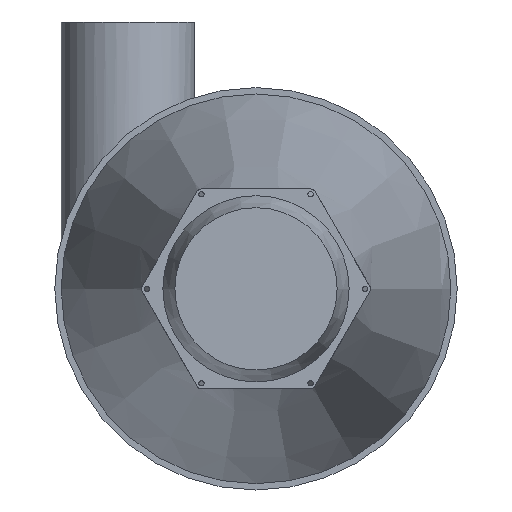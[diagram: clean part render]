
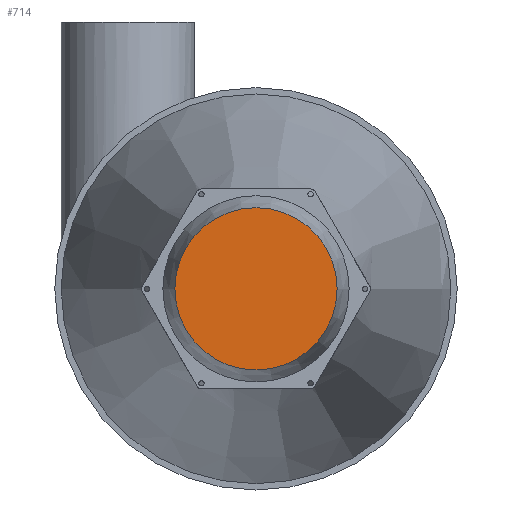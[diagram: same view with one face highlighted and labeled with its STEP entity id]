
A CAD part, front view. The second image highlights one B-rep face of the part: STEP entity #714.
In plain terms, the highlighted planar face has unit normal (0, -1, 0).
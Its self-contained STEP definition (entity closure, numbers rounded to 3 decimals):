
#90=FACE_OUTER_BOUND('',#142,.T.);
#142=EDGE_LOOP('',(#589));
#207=CIRCLE('',#785,76.);
#344=VERTEX_POINT('',#1626);
#434=EDGE_CURVE('',#344,#344,#207,.T.);
#589=ORIENTED_EDGE('',*,*,#434,.T.);
#679=PLANE('',#791);
#714=ADVANCED_FACE('',(#90),#679,.T.);
#785=AXIS2_PLACEMENT_3D('',#1627,#929,#930);
#791=AXIS2_PLACEMENT_3D('',#1634,#942,#943);
#929=DIRECTION('center_axis',(0.,-1.,0.));
#930=DIRECTION('ref_axis',(1.,0.,0.));
#942=DIRECTION('center_axis',(0.,-1.,0.));
#943=DIRECTION('ref_axis',(0.,0.,-1.));
#1626=CARTESIAN_POINT('',(76.,-50.,0.));
#1627=CARTESIAN_POINT('Origin',(0.,-50.,0.));
#1634=CARTESIAN_POINT('Origin',(0.,-50.,0.));
